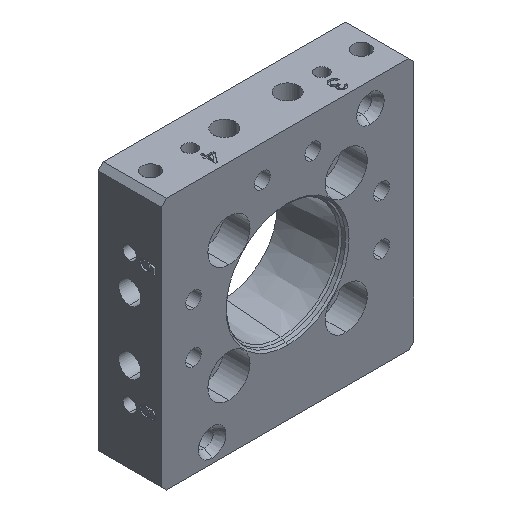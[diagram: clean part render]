
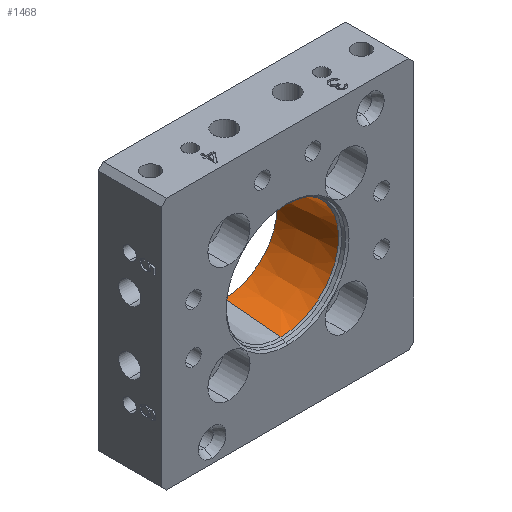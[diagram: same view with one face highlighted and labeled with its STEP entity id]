
A CAD part, isometric view. The second image highlights one B-rep face of the part: STEP entity #1468.
In plain terms, the highlighted conical face has half-angle 5 degrees and reference radius 10 mm.
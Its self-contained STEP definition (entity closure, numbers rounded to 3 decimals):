
#141 = EDGE_CURVE ( 'NONE', #3413, #7696, #242, .T. ) ;
#225 = EDGE_CURVE ( 'NONE', #3413, #9894, #4096, .T. ) ;
#242 = LINE ( 'NONE', #3372, #6395 ) ;
#427 = VERTEX_POINT ( 'NONE', #2407 ) ;
#865 = DIRECTION ( 'NONE',  ( 0., -0.996, -0.087 ) ) ;
#1374 = DIRECTION ( 'NONE',  ( 0., -1., 0. ) ) ;
#1468 = ADVANCED_FACE ( 'NONE', ( #3061 ), #4572, .F. ) ;
#1691 = VECTOR ( 'NONE', #6787, 1000. ) ;
#1865 = CARTESIAN_POINT ( 'NONE',  ( 0., 1.25, 0. ) ) ;
#1975 = EDGE_CURVE ( 'NONE', #7696, #427, #4581, .T. ) ;
#2063 = CARTESIAN_POINT ( 'NONE',  ( 0., 12., 10. ) ) ;
#2073 = ORIENTED_EDGE ( 'NONE', *, *, #141, .T. ) ;
#2407 = CARTESIAN_POINT ( 'NONE',  ( 0., 1.25, 10.941 ) ) ;
#3061 = FACE_OUTER_BOUND ( 'NONE', #9825, .T. ) ;
#3372 = CARTESIAN_POINT ( 'NONE',  ( 0., 12., -10. ) ) ;
#3413 = VERTEX_POINT ( 'NONE', #4199 ) ;
#4096 = CIRCLE ( 'NONE', #5919, 10. ) ;
#4166 = DIRECTION ( 'NONE',  ( 0., -1., 0. ) ) ;
#4199 = CARTESIAN_POINT ( 'NONE',  ( 0., 12., -10. ) ) ;
#4345 = EDGE_CURVE ( 'NONE', #9894, #427, #5973, .T. ) ;
#4572 = CONICAL_SURFACE ( 'NONE', #4600, 10., 0.087 ) ;
#4581 = CIRCLE ( 'NONE', #6068, 10.941 ) ;
#4600 = AXIS2_PLACEMENT_3D ( 'NONE', #9301, #1374, #7647 ) ;
#5322 = CARTESIAN_POINT ( 'NONE',  ( 0., 12., 10. ) ) ;
#5492 = ORIENTED_EDGE ( 'NONE', *, *, #225, .F. ) ;
#5515 = ORIENTED_EDGE ( 'NONE', *, *, #1975, .T. ) ;
#5919 = AXIS2_PLACEMENT_3D ( 'NONE', #9108, #7505, #9929 ) ;
#5944 = ORIENTED_EDGE ( 'NONE', *, *, #4345, .F. ) ;
#5973 = LINE ( 'NONE', #2063, #1691 ) ;
#6068 = AXIS2_PLACEMENT_3D ( 'NONE', #1865, #4166, #7263 ) ;
#6395 = VECTOR ( 'NONE', #865, 1000. ) ;
#6642 = CARTESIAN_POINT ( 'NONE',  ( 0., 1.25, -10.941 ) ) ;
#6787 = DIRECTION ( 'NONE',  ( 0., -0.996, 0.087 ) ) ;
#7263 = DIRECTION ( 'NONE',  ( 0., 0., -1. ) ) ;
#7505 = DIRECTION ( 'NONE',  ( 0., -1., 0. ) ) ;
#7647 = DIRECTION ( 'NONE',  ( 0., 0., -1. ) ) ;
#7696 = VERTEX_POINT ( 'NONE', #6642 ) ;
#9108 = CARTESIAN_POINT ( 'NONE',  ( 0., 12., 0. ) ) ;
#9301 = CARTESIAN_POINT ( 'NONE',  ( 0., 12., 0. ) ) ;
#9825 = EDGE_LOOP ( 'NONE', ( #5944, #5492, #2073, #5515 ) ) ;
#9894 = VERTEX_POINT ( 'NONE', #5322 ) ;
#9929 = DIRECTION ( 'NONE',  ( 0., 0., -1. ) ) ;
